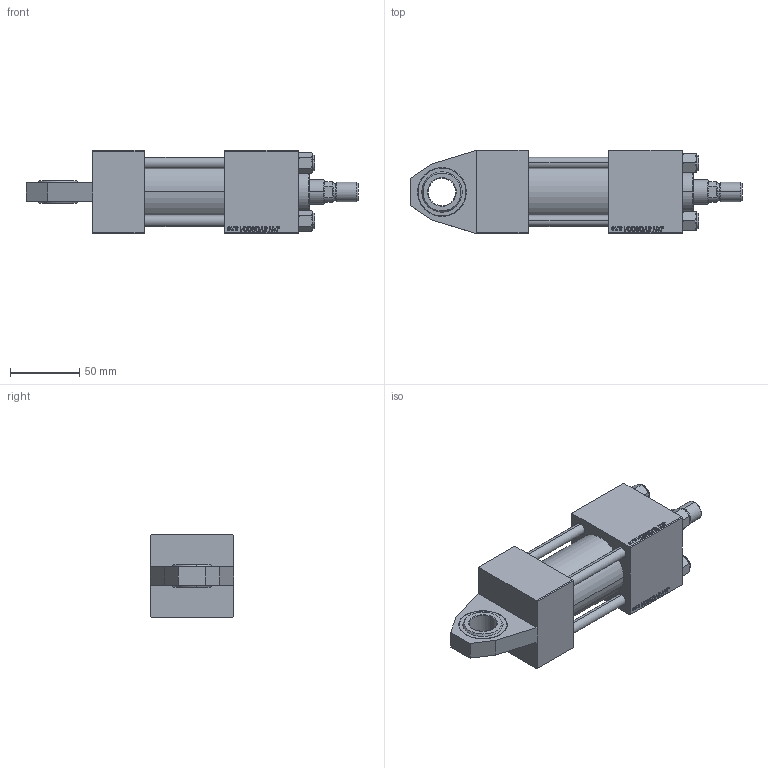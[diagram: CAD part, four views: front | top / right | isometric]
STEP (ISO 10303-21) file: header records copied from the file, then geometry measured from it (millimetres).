
FILE_DESCRIPTION (( 'STEP AP203' ), '1' );
FILE_NAME ('f9e0.STEP', '2022-04-14T21:10:55', ( '' ), ( '' ), 'SwSTEP 2.0', 'SolidWorks 2019', '' );
FILE_SCHEMA (( 'CONFIG_CONTROL_DESIGN' ));
Length unit declared in the file: millimetre
Products named in the file (8): V215CR_TYCINKA_J 6d607d840e97cfa6b3aacfde04ec0d41; V215_VC_A 6d607d840e97cfa6b3aacfde04ec0d41; V215CR_J_VNITRNI_KROUZEK 6d607d840e97cfa6b3aacfde04ec0d41; V215CR_J_Body 6d607d840e97cfa6b3aacfde04ec0d41; NUT_M5_J 6d607d840e97cfa6b3aacfde04ec0d41; ROD_END_AH 6d607d840e97cfa6b3aacfde04ec0d41; f9e0; V215CR_VCP_J 6d607d840e97cfa6b3aacfde04ec0d41
Assembly tree (13 placements, depth 2):
  f9e0
    V215CR_J_Body 6d607d840e97cfa6b3aacfde04ec0d41
    V215CR_J_VNITRNI_KROUZEK 6d607d840e97cfa6b3aacfde04ec0d41
    V215CR_VCP_J 6d607d840e97cfa6b3aacfde04ec0d41
    V215CR_TYCINKA_J 6d607d840e97cfa6b3aacfde04ec0d41  x4
    NUT_M5_J 6d607d840e97cfa6b3aacfde04ec0d41  x4
    V215_VC_A 6d607d840e97cfa6b3aacfde04ec0d41
    ROD_END_AH 6d607d840e97cfa6b3aacfde04ec0d41
Bounding box: 239 x 60 x 60 mm (x, y, z)
Volume: 430479.8 mm3; surface area: 115723.8 mm2
Topology: 13 solids, 13 shells, 1159 faces, 2894 edges, 1875 vertices
Faces by surface type: plane 520, bspline 392, cone 132, cylinder 93, torus 22
Entity records: 50722 total; most frequent: CARTESIAN_POINT 27145, ORIENTED_EDGE 5280, DIRECTION 3390, EDGE_CURVE 2640, VERTEX_POINT 1731, LINE 1566, VECTOR 1566, EDGE_LOOP 1169
